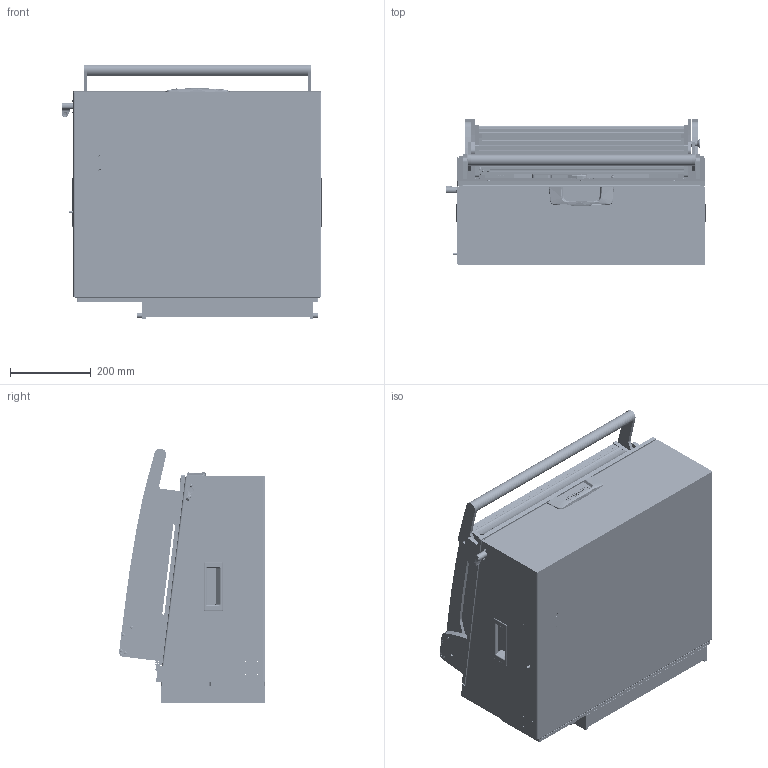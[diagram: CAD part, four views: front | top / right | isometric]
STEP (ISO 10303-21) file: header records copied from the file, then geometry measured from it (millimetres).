
FILE_DESCRIPTION (( 'STEP AP214' ), '1' );
FILE_NAME ('INGUN_49480.STEP', '2023-01-31T10:44:21', ( '' ), ( '' ), 'SwSTEP 2.0', 'SolidWorks 2021', '' );
FILE_SCHEMA (( 'AUTOMOTIVE_DESIGN' ));
Length unit declared in the file: millimetre
Products named in the file (110): 109953~0_KUNDE<S>; DIN7991~n_M05,0x020; 111995~1_S; 32700~4_KUNDE ohne RW & GF<S>; 2281~0; 30758_01~0_S; 31442~5_mit Zentrierstifen <S>; 57801~2_S; 37790~9_KUNDE<S>; DIN6325~n_04,0m6x016; DIN125~n_04,3 M04,0; 40513~4_KUNDE<S>; ISO7380~n_M05,0x020; 35151~0_S; DIN912~n_M04,0x016; 32339~4_S; ISO7380~n_M04,0x012; 37971~8_S; 113952~0_S; DIN125~n_06,4 M06,0 Fase; DIN914~n_M04,0x05; 37968~2_S; K_02037~0_Standard ohne Dyn Punkt<Standard>; 32587~6_S; 30955~0_S; 113497~0_S; 53734~1_KUNDE<S>; 38001~13; 38564~0; DIN7991~n_M03,0x016 VA; ISO7380~n_M04,0x008; ASR~asr_拱04,2x07x拌8; 30758~0_S; 35649~1_S; 30758_02~0_S; 31444~14_KUNDE<S>; ISO7380~n_M04,0x020; 39893~3_KUNDE<S>; DIN7991~n_M05,0x025; ISO7380~n_M03,0x005 ...
Assembly tree (235 placements, depth 7):
  INGUN_49480
    32700~4_KUNDE ohne RW & GF<S>
      32730~5_ohne RW und GF<S>
        32727~9
        30758~0_S  x2
          30758_01~0_S
          30758_02~0_S
          38564~0
        20902~0
        DIN985-A2~n_M05,0  x3
        DIN7991~n_M05,0x012  x2
        32462~0_S
        DIN7991~n_M05,0x016
        8804~0
        DIN125~n_05,3 M05,0 Fase  x2
        20901~0_Abstand 296<Standard>
          20901~0_ohne Schiebeteil<Standard>
          20901_01~0
        53032~0_S
        32171~0_S
        29805~4_geschlossen<S>
          110322~4_S
          110705~2_S
          30984~0_S
          110231~1_S
          110443~0_S
          30112~0
          ISO7380~n_M05,0x030
          ISO7380~n_M04,0x008  x2
          DIN914~n_M04,0x05
        35334~0_S
      37790~9_KUNDE<S>
        109771~2_S
          38001~13
          37968~2_S
          37971~8_S
          37972~6_S
          2281~0_180ø<Standard>  x3
            2281~0
          32341~6_S
          53031~0_S
          35649~1_S
          35651~1_S
          31253~0_S
          30955~0_S
          30915~0
          ASR~asr_拱04,2x07x拌8  x2
          2528~0  x2
          31109~0
          37973~3_S
          38827~0_S
          31666~1_S
          114566~0_S  x2
            112087~1_S
              111995~1_S
              112086~2_S
              DIN125~n_05,3 M05,0 Fase
            49317~0
            DIN912~n_M04,0x016
            DIN125~n_04,3 M04,0
Bounding box: 647.5 x 362.15 x 632.57 mm (x, y, z)
Volume: 8352020.3 mm3; surface area: 4262374.8 mm2
Topology: 236 solids, 240 shells, 6864 faces, 17225 edges, 10978 vertices
Faces by surface type: cylinder 3041, plane 2513, cone 871, bspline 234, torus 105, sphere 100
Entity records: 146413 total; most frequent: CARTESIAN_POINT 33180, DIRECTION 22865, ORIENTED_EDGE 20906, EDGE_CURVE 10453, AXIS2_PLACEMENT_3D 8668, VERTEX_POINT 6757, VECTOR 5529, LINE 5529
